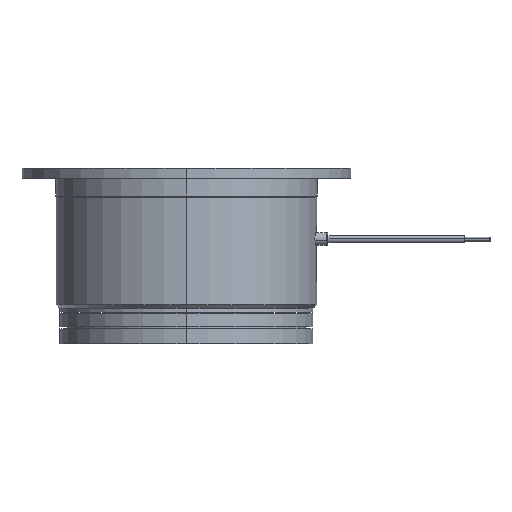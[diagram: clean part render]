
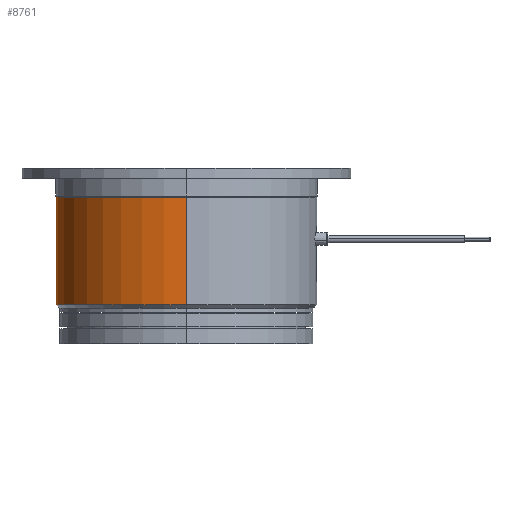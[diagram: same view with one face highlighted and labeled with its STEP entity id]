
A CAD part, left-side view. The second image highlights one B-rep face of the part: STEP entity #8761.
In plain terms, the highlighted cylindrical face has radius 25.75 mm (diameter 51.5 mm), a partial arc.
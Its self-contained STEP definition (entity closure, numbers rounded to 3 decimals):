
#11 = CARTESIAN_POINT ( 'NONE',  ( -25.75, 0., -5.7 ) ) ;
#99 = AXIS2_PLACEMENT_3D ( 'NONE', #3081, #6494, #3838 ) ;
#1378 = CIRCLE ( 'NONE', #4946, 25.75 ) ;
#1445 = ORIENTED_EDGE ( 'NONE', *, *, #3393, .F. ) ;
#1858 = DIRECTION ( 'NONE',  ( 0., 0., 1. ) ) ;
#2002 = LINE ( 'NONE', #6592, #4829 ) ;
#2596 = VERTEX_POINT ( 'NONE', #11 ) ;
#3081 = CARTESIAN_POINT ( 'NONE',  ( 0., 0., -1.074 ) ) ;
#3201 = VERTEX_POINT ( 'NONE', #3652 ) ;
#3393 = EDGE_CURVE ( 'NONE', #11200, #3201, #10848, .T. ) ;
#3502 = ORIENTED_EDGE ( 'NONE', *, *, #9516, .T. ) ;
#3596 = CARTESIAN_POINT ( 'NONE',  ( 0., 0., -5.7 ) ) ;
#3652 = CARTESIAN_POINT ( 'NONE',  ( 25.75, 0., -5.7 ) ) ;
#3838 = DIRECTION ( 'NONE',  ( 1., 0., 0. ) ) ;
#4202 = EDGE_CURVE ( 'NONE', #11200, #8602, #8273, .T. ) ;
#4504 = ORIENTED_EDGE ( 'NONE', *, *, #4202, .T. ) ;
#4804 = DIRECTION ( 'NONE',  ( 1., 0., 0. ) ) ;
#4829 = VECTOR ( 'NONE', #11055, 1000. ) ;
#4867 = CARTESIAN_POINT ( 'NONE',  ( 25.75, 0., -26.95 ) ) ;
#4946 = AXIS2_PLACEMENT_3D ( 'NONE', #3596, #1858, #5445 ) ;
#5142 = EDGE_CURVE ( 'NONE', #3201, #2596, #1378, .T. ) ;
#5445 = DIRECTION ( 'NONE',  ( 1., 0., 0. ) ) ;
#5740 = FACE_OUTER_BOUND ( 'NONE', #10713, .T. ) ;
#5808 = CARTESIAN_POINT ( 'NONE',  ( 0., 0., -26.95 ) ) ;
#6494 = DIRECTION ( 'NONE',  ( 0., 0., 1. ) ) ;
#6592 = CARTESIAN_POINT ( 'NONE',  ( -25.75, 0., -1.074 ) ) ;
#6798 = ORIENTED_EDGE ( 'NONE', *, *, #5142, .F. ) ;
#7718 = AXIS2_PLACEMENT_3D ( 'NONE', #5808, #9427, #4804 ) ;
#8168 = DIRECTION ( 'NONE',  ( 0., 0., 1. ) ) ;
#8273 = CIRCLE ( 'NONE', #7718, 25.75 ) ;
#8463 = CYLINDRICAL_SURFACE ( 'NONE', #99, 25.75 ) ;
#8602 = VERTEX_POINT ( 'NONE', #9649 ) ;
#8761 = ADVANCED_FACE ( 'NONE', ( #5740 ), #8463, .T. ) ;
#9427 = DIRECTION ( 'NONE',  ( 0., 0., 1. ) ) ;
#9516 = EDGE_CURVE ( 'NONE', #8602, #2596, #2002, .T. ) ;
#9649 = CARTESIAN_POINT ( 'NONE',  ( -25.75, 0., -26.95 ) ) ;
#9951 = CARTESIAN_POINT ( 'NONE',  ( 25.75, 0., -1.074 ) ) ;
#10713 = EDGE_LOOP ( 'NONE', ( #4504, #3502, #6798, #1445 ) ) ;
#10848 = LINE ( 'NONE', #9951, #11497 ) ;
#11055 = DIRECTION ( 'NONE',  ( 0., 0., 1. ) ) ;
#11200 = VERTEX_POINT ( 'NONE', #4867 ) ;
#11497 = VECTOR ( 'NONE', #8168, 1000. ) ;
